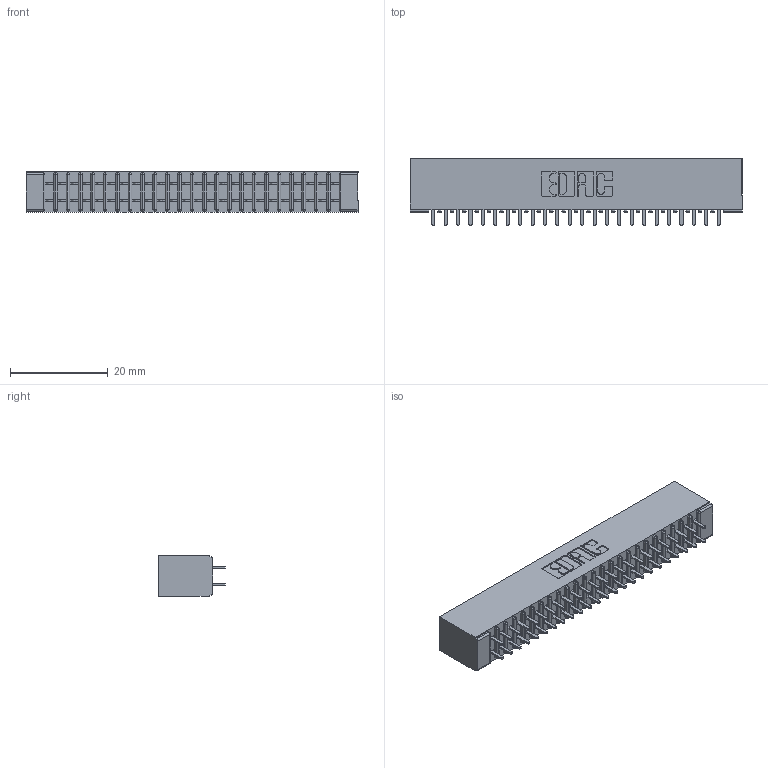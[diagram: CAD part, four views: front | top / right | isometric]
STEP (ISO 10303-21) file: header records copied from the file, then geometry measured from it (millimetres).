
FILE_DESCRIPTION (( 'STEP AP203' ), '1' );
FILE_NAME ('391-048-524-201.STEP', '2018-08-09T04:21:00', ( '' ), ( '' ), 'SwSTEP 2.0', 'SolidWorks 2016', '' );
FILE_SCHEMA (( 'CONFIG_CONTROL_DESIGN' ));
Length unit declared in the file: inch
Products named in the file (3): 341 Part_No Mounting Lugs; 341-292-001_341-292-124; 391-048-524-201
Assembly tree (49 placements, depth 2):
  391-048-524-201
    341 Part_No Mounting Lugs
    341-292-001_341-292-124  x48
Bounding box: 67.94 x 13.64 x 8.38 mm (x, y, z)
Volume: 3987 mm3; surface area: 9012.1 mm2
Topology: 49 solids, 49 shells, 3276 faces, 9484 edges, 6142 vertices
Faces by surface type: plane 1984, cylinder 1196, sphere 50, torus 46
Entity records: 31165 total; most frequent: CARTESIAN_POINT 5180, ORIENTED_EDGE 5144, DIRECTION 5038, EDGE_CURVE 2572, VECTOR 2062, LINE 2062, VERTEX_POINT 1630, AXIS2_PLACEMENT_3D 1488
